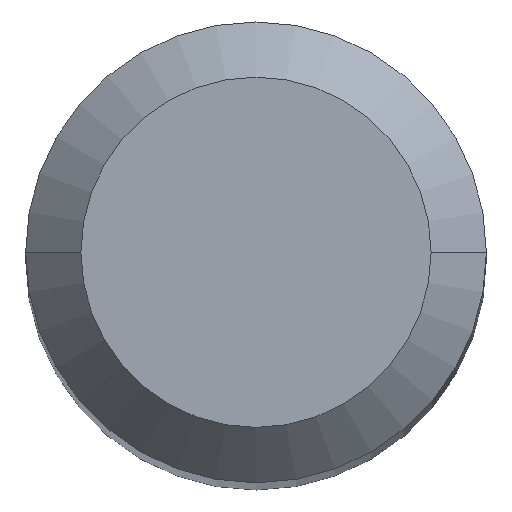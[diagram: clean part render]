
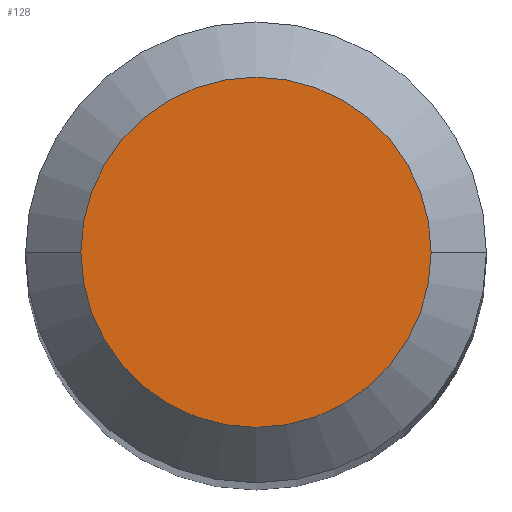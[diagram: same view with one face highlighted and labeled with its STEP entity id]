
A CAD part, top view. The second image highlights one B-rep face of the part: STEP entity #128.
In plain terms, the highlighted planar face has unit normal (0, 0, 1).
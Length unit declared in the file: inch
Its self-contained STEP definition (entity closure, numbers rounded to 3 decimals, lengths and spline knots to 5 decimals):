
#16 = CARTESIAN_POINT ( 'NONE',  ( 0., 0., 1.5 ) ) ;
#21 = DIRECTION ( 'NONE',  ( 1., 0., 0. ) ) ;
#24 = CIRCLE ( 'NONE', #120, 0.0475 ) ;
#32 = AXIS2_PLACEMENT_3D ( 'NONE', #295, #222, #81 ) ;
#40 = CARTESIAN_POINT ( 'NONE',  ( 0., 0., 1.5 ) ) ;
#44 = DIRECTION ( 'NONE',  ( 0., 0., 1. ) ) ;
#54 = AXIS2_PLACEMENT_3D ( 'NONE', #40, #171, #21 ) ;
#81 = DIRECTION ( 'NONE',  ( 1., 0., 0. ) ) ;
#99 = DIRECTION ( 'NONE',  ( 1., 0., 0. ) ) ;
#103 = EDGE_LOOP ( 'NONE', ( #279, #251 ) ) ;
#108 = VERTEX_POINT ( 'NONE', #289 ) ;
#120 = AXIS2_PLACEMENT_3D ( 'NONE', #16, #44, #99 ) ;
#128 = ADVANCED_FACE ( 'NONE', ( #237 ), #259, .T. ) ;
#161 = EDGE_CURVE ( 'NONE', #178, #108, #24, .T. ) ;
#171 = DIRECTION ( 'NONE',  ( 0., 0., 1. ) ) ;
#174 = CIRCLE ( 'NONE', #32, 0.0475 ) ;
#178 = VERTEX_POINT ( 'NONE', #213 ) ;
#213 = CARTESIAN_POINT ( 'NONE',  ( -0.0475, 0., 1.5 ) ) ;
#222 = DIRECTION ( 'NONE',  ( 0., 0., 1. ) ) ;
#237 = FACE_OUTER_BOUND ( 'NONE', #103, .T. ) ;
#251 = ORIENTED_EDGE ( 'NONE', *, *, #293, .T. ) ;
#259 = PLANE ( 'NONE',  #54 ) ;
#279 = ORIENTED_EDGE ( 'NONE', *, *, #161, .T. ) ;
#289 = CARTESIAN_POINT ( 'NONE',  ( 0.0475, 0., 1.5 ) ) ;
#293 = EDGE_CURVE ( 'NONE', #108, #178, #174, .T. ) ;
#295 = CARTESIAN_POINT ( 'NONE',  ( 0., 0., 1.5 ) ) ;
